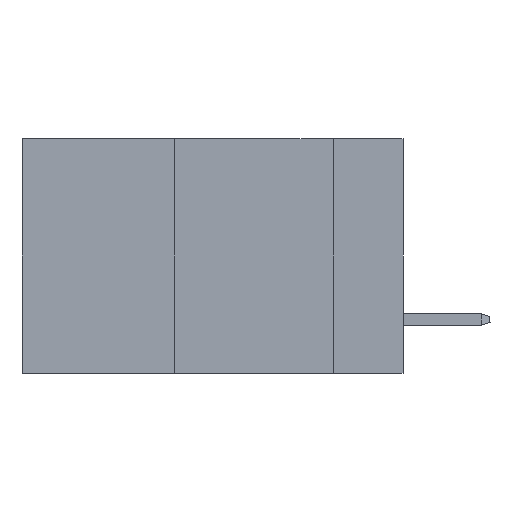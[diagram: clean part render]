
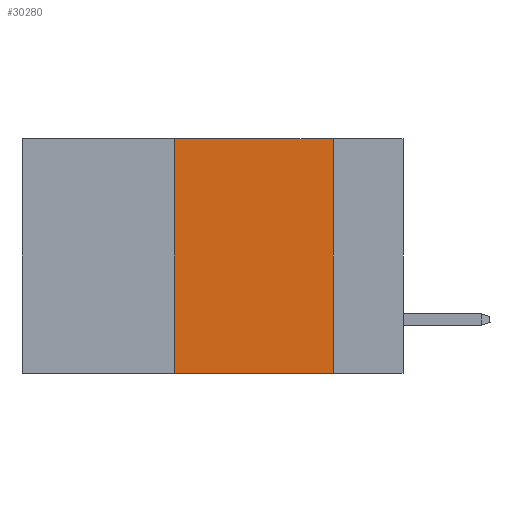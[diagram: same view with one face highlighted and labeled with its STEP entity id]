
A CAD part, left-side view. The second image highlights one B-rep face of the part: STEP entity #30280.
In plain terms, the highlighted planar face has unit normal (-1, 0, 0).
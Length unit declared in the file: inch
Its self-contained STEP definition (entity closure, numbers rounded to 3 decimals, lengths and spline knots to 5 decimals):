
#3007 = VECTOR ( 'NONE', #9799, 39.37008 ) ;
#3177 = DIRECTION ( 'NONE',  ( 1., 0., 0. ) ) ;
#6334 = VERTEX_POINT ( 'NONE', #25545 ) ;
#9372 = VERTEX_POINT ( 'NONE', #39662 ) ;
#9799 = DIRECTION ( 'NONE',  ( 0., -1., 0. ) ) ;
#11221 = LINE ( 'NONE', #36523, #19969 ) ;
#11668 = DIRECTION ( 'NONE',  ( 0., 0., -1. ) ) ;
#12564 = FACE_OUTER_BOUND ( 'NONE', #26849, .T. ) ;
#13699 = EDGE_CURVE ( 'NONE', #39891, #6334, #11221, .T. ) ;
#15888 = DIRECTION ( 'NONE',  ( 0., 0., -1. ) ) ;
#16019 = ORIENTED_EDGE ( 'NONE', *, *, #20395, .F. ) ;
#16105 = CARTESIAN_POINT ( 'NONE',  ( 0., 0.36, -0.37 ) ) ;
#19969 = VECTOR ( 'NONE', #33207, 39.37008 ) ;
#20091 = ORIENTED_EDGE ( 'NONE', *, *, #13699, .F. ) ;
#20395 = EDGE_CURVE ( 'NONE', #6334, #9372, #30960, .T. ) ;
#21705 = EDGE_CURVE ( 'NONE', #37867, #39891, #38013, .T. ) ;
#21892 = LINE ( 'NONE', #34920, #3007 ) ;
#22133 = PLANE ( 'NONE',  #35980 ) ;
#22455 = DIRECTION ( 'NONE',  ( 0., 0., 1. ) ) ;
#25545 = CARTESIAN_POINT ( 'NONE',  ( 0., 0.11, 0. ) ) ;
#26849 = EDGE_LOOP ( 'NONE', ( #16019, #20091, #35280, #38736 ) ) ;
#28256 = CARTESIAN_POINT ( 'NONE',  ( 0., 0.36, 0. ) ) ;
#30206 = VECTOR ( 'NONE', #11668, 39.37008 ) ;
#30280 = ADVANCED_FACE ( 'NONE', ( #12564 ), #22133, .F. ) ;
#30960 = LINE ( 'NONE', #34062, #30206 ) ;
#31560 = VECTOR ( 'NONE', #22455, 39.37008 ) ;
#33207 = DIRECTION ( 'NONE',  ( 0., -1., 0. ) ) ;
#34062 = CARTESIAN_POINT ( 'NONE',  ( 0., 0.11, 0. ) ) ;
#34759 = CARTESIAN_POINT ( 'NONE',  ( 0., 0.6, 0. ) ) ;
#34920 = CARTESIAN_POINT ( 'NONE',  ( 0., 0.6, -0.37 ) ) ;
#35036 = EDGE_CURVE ( 'NONE', #37867, #9372, #21892, .T. ) ;
#35280 = ORIENTED_EDGE ( 'NONE', *, *, #21705, .F. ) ;
#35980 = AXIS2_PLACEMENT_3D ( 'NONE', #34759, #3177, #15888 ) ;
#36523 = CARTESIAN_POINT ( 'NONE',  ( 0., 0.6, 0. ) ) ;
#36736 = CARTESIAN_POINT ( 'NONE',  ( 0., 0.36, 0. ) ) ;
#37867 = VERTEX_POINT ( 'NONE', #16105 ) ;
#38013 = LINE ( 'NONE', #28256, #31560 ) ;
#38736 = ORIENTED_EDGE ( 'NONE', *, *, #35036, .T. ) ;
#39662 = CARTESIAN_POINT ( 'NONE',  ( 0., 0.11, -0.37 ) ) ;
#39891 = VERTEX_POINT ( 'NONE', #36736 ) ;
